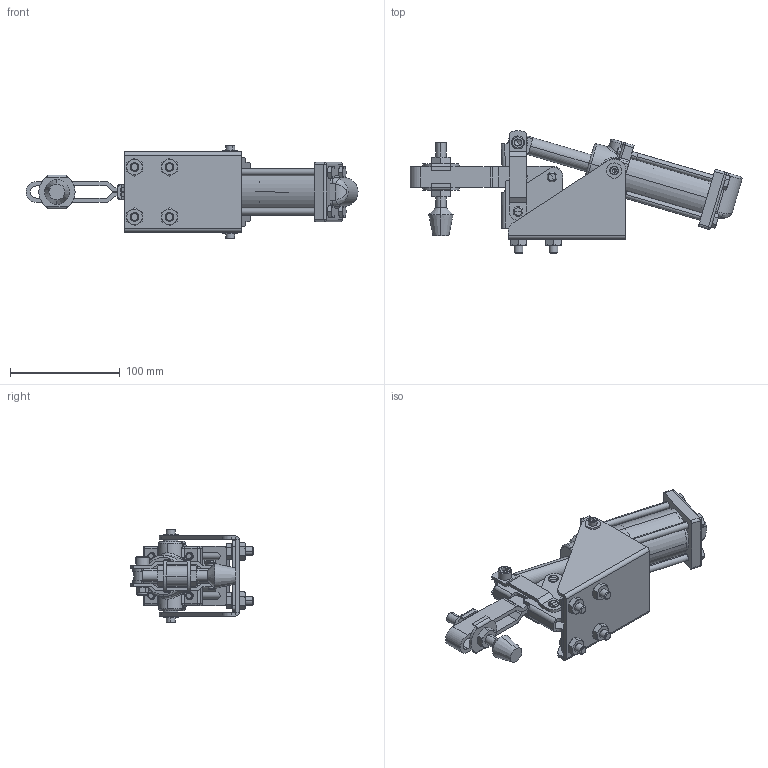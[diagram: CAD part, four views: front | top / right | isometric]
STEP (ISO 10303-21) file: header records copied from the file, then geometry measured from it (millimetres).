
FILE_DESCRIPTION (( 'STEP AP214' ), '1' );
FILE_NAME ('GH-12265-A(Â²¤Æ)-1.STEP', '2020-07-23T05:50:23', ( 'LinWei' ), ( '' ), 'SwSTEP 2.0', 'SolidWorks 2016', '' );
FILE_SCHEMA (( 'AUTOMOTIVE_DESIGN' ));
Length unit declared in the file: millimetre
Products named in the file (8): Group8^GH-12265-A(簡化)-1; Group7^GH-12265-A(簡化)-1; Group2^GH-12265-A(簡化)-1; Group1^GH-12265-A(簡化)-1; GH-12265-A(簡化)-1; Group2^GH-12265-A(簡化); 112265A08-1^GH-12265-A(簡化); 12265A-CYLINDER-1^GH-12265-A(簡化)-1
Assembly tree (7 placements, depth 2):
  GH-12265-A(簡化)-1
    Group1^GH-12265-A(簡化)-1
    Group2^GH-12265-A(簡化)-1
    Group7^GH-12265-A(簡化)-1
    Group8^GH-12265-A(簡化)-1
    12265A-CYLINDER-1^GH-12265-A(簡化)-1
    112265A08-1^GH-12265-A(簡化)
    Group2^GH-12265-A(簡化)
Bounding box: 302.71 x 111.8 x 85.65 mm (x, y, z)
Volume: 318534.2 mm3; surface area: 147931 mm2
Topology: 7 solids, 7 shells, 871 faces, 2060 edges, 1230 vertices
Faces by surface type: plane 367, cylinder 247, cone 206, torus 29, sphere 14, bspline 8
Entity records: 31782 total; most frequent: CARTESIAN_POINT 6937, DIRECTION 4241, ORIENTED_EDGE 4060, EDGE_CURVE 2030, AXIS2_PLACEMENT_3D 1660, VERTEX_POINT 1230, EDGE_LOOP 966, LINE 921
